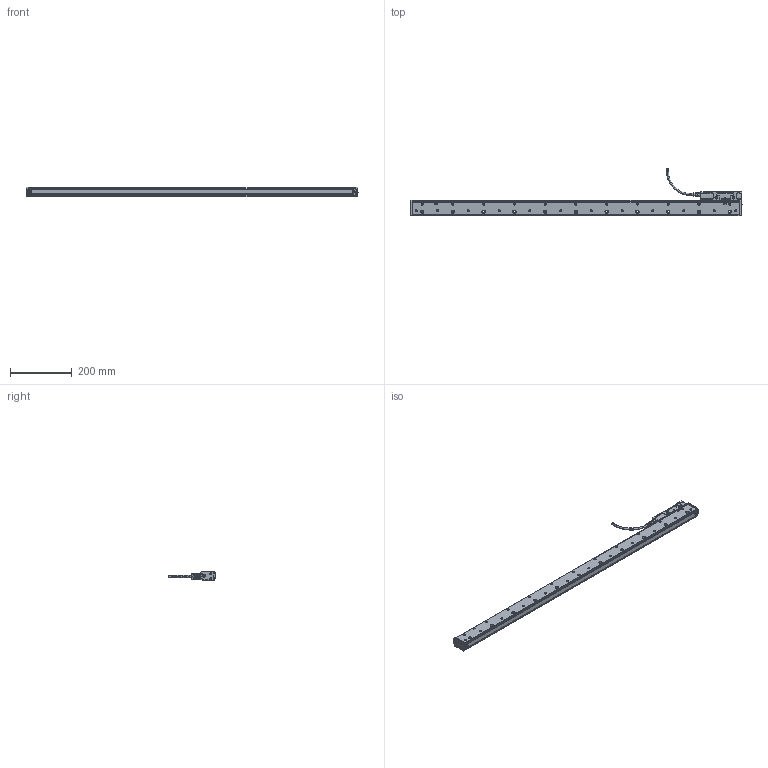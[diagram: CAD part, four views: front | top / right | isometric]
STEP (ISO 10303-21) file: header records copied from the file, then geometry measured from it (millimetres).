
FILE_DESCRIPTION(('CATIA V5 STEP'),'2;1');
FILE_NAME('SR67A-094-R.stp','2013-11-26T08:51:25+00:00',('none'),('none'),'CATIA Version 5 Release 19 SP 6 (IN-10)','CATIA V5 STEP AP214','none');
FILE_SCHEMA(('AUTOMOTIVE_DESIGN { 1 0 10303 214 1 1 1 1 }'));
Products named in the file (1): SR67A-094-R
Bounding box: 1079.5 x 153.8 x 31.5 mm (x, y, z)
Volume: 1448134.3 mm3; surface area: 241929.5 mm2
Topology: 1 solids, 129 shells, 3918 faces, 10257 edges, 6648 vertices
Faces by surface type: plane 1640, cylinder 1583, cone 385, torus 191, sphere 75, bspline 33, extrusion 11
Entity records: 122921 total; most frequent: CARTESIAN_POINT 31073, ORIENTED_EDGE 20306, DIRECTION 15894, EDGE_CURVE 10153, AXIS2_PLACEMENT_3D 7397, VERTEX_POINT 6644, VECTOR 5092, LINE 5081
